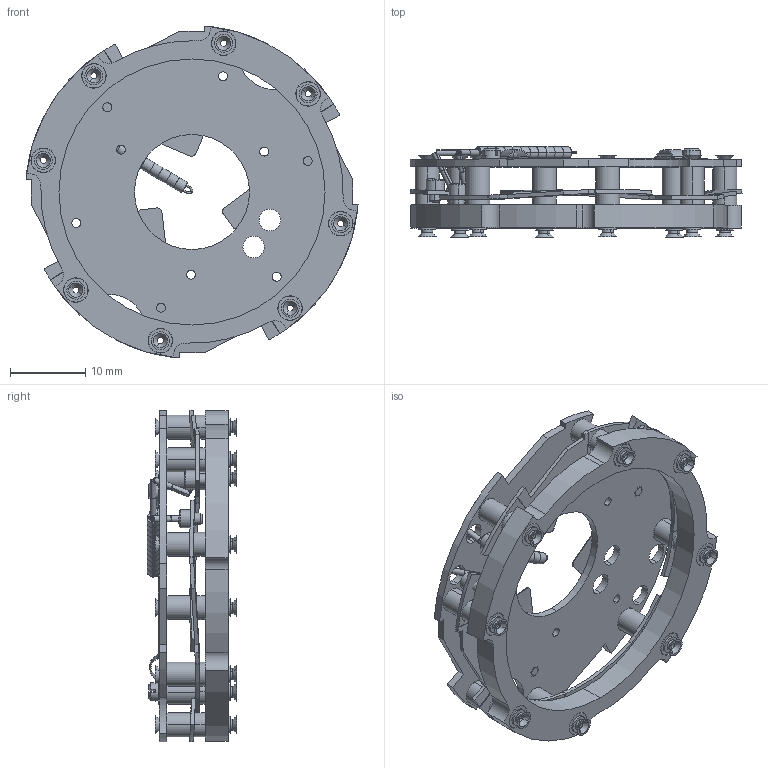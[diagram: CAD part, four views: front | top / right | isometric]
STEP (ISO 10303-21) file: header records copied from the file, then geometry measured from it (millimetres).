
FILE_DESCRIPTION (( 'STEP AP214' ), '1' );
FILE_NAME ('SN103751-01, STLCP-TTC-1.74_HAYNES 230_S.STEP', '2020-05-08T16:03:46', ( '' ), ( '' ), 'SwSTEP 2.0', 'SolidWorks 2010', '' );
FILE_SCHEMA (( 'AUTOMOTIVE_DESIGN' ));
Length unit declared in the file: inch
Products named in the file (1): SN103751-01, STLCP-TTC-1.74_HAYNES 230_S
Bounding box: 44 x 11.91 x 44 mm (x, y, z)
Surface area: 6955.4 mm2 (no closed solid volume)
Topology: 0 solids, 85 shells, 682 faces, 1779 edges, 1154 vertices
Faces by surface type: cylinder 358, plane 193, cone 103, torus 24, bspline 4
Entity records: 30118 total; most frequent: DIRECTION 4025, CARTESIAN_POINT 3904, ORIENTED_EDGE 3104, EDGE_CURVE 1771, AXIS2_PLACEMENT_3D 1659, VERTEX_POINT 1154, CIRCLE 980, EDGE_LOOP 843
